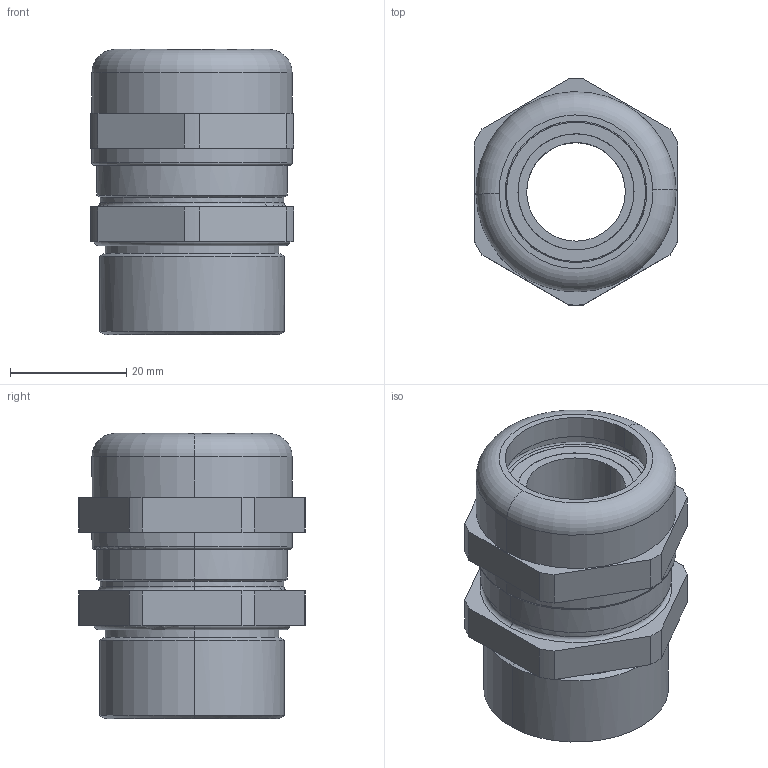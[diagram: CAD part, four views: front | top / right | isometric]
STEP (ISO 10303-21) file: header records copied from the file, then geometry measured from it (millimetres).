
FILE_DESCRIPTION(('CATIA V5R24 STEP','CAx-IF Rec.Pracs.--- Model Styling and Organization---1.2---2011-12-15'),'2;1');
FILE_NAME ('D1452095_0_1460080000_1460080000.stp','2018-04-06T11:26:58+00:00',('none'),('Weidmueller'),'CATIA Version 5-6 Release 2014 SP4 HF52','CATIA V5 STEP AP214','none');
FILE_SCHEMA(('AUTOMOTIVE_DESIGN { 1 0 10303 214 1 1 1 1 }'));
Length unit declared in the file: millimetre
Products named in the file (1): 1460080000
Bounding box: 35 x 38.99 x 49.14 mm (x, y, z)
Volume: 24283.3 mm3; surface area: 22555 mm2
Topology: 4 solids, 4 shells, 108 faces, 237 edges, 149 vertices
Faces by surface type: cylinder 52, plane 32, cone 12, torus 12
Entity records: 3220 total; most frequent: CARTESIAN_POINT 816, ORIENTED_EDGE 474, DIRECTION 392, EDGE_CURVE 237, AXIS2_PLACEMENT_3D 204, VERTEX_POINT 149, EDGE_LOOP 128, CIRCLE 114
